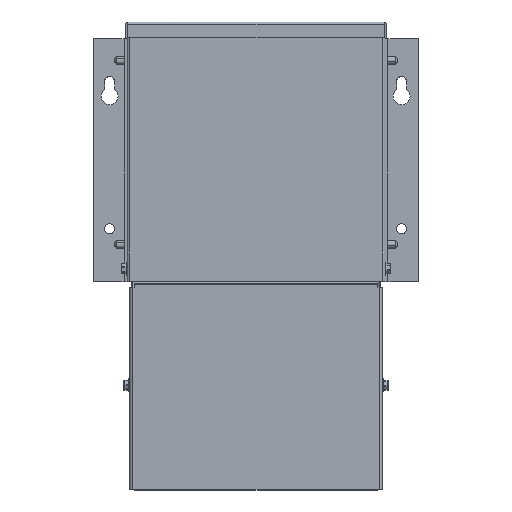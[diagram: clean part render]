
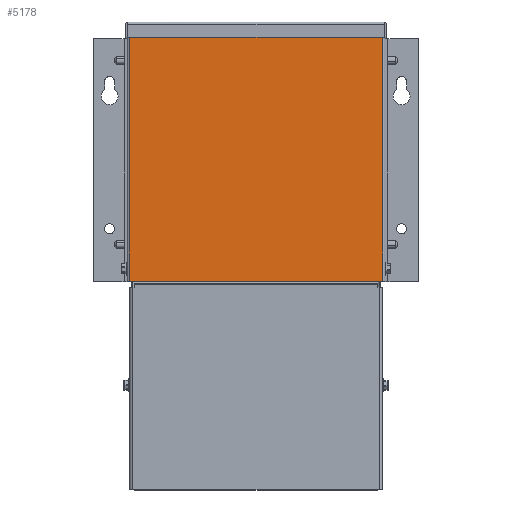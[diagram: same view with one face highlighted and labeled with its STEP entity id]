
A CAD part, top view. The second image highlights one B-rep face of the part: STEP entity #5178.
In plain terms, the highlighted planar face has unit normal (0, 0, 1).
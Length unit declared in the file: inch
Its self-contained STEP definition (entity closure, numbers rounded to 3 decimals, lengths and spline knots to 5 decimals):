
#10 = VERTEX_POINT ( 'NONE', #10090 ) ;
#530 = DIRECTION ( 'NONE',  ( 1., 0., 0. ) ) ;
#1098 = CARTESIAN_POINT ( 'NONE',  ( 5.1602, -5.25, 0. ) ) ;
#1207 = DIRECTION ( 'NONE',  ( -1., 0., 0. ) ) ;
#2067 = DIRECTION ( 'NONE',  ( 1., 0., 0. ) ) ;
#2780 = EDGE_CURVE ( 'NONE', #12058, #3212, #14963, .T. ) ;
#3188 = VERTEX_POINT ( 'NONE', #10995 ) ;
#3212 = VERTEX_POINT ( 'NONE', #7359 ) ;
#3218 = VECTOR ( 'NONE', #6842, 39.37008 ) ;
#3312 = EDGE_CURVE ( 'NONE', #3188, #10, #14065, .T. ) ;
#3773 = FACE_OUTER_BOUND ( 'NONE', #10971, .T. ) ;
#4133 = VECTOR ( 'NONE', #7660, 39.37008 ) ;
#4162 = ORIENTED_EDGE ( 'NONE', *, *, #3312, .T. ) ;
#4174 = ORIENTED_EDGE ( 'NONE', *, *, #2780, .T. ) ;
#5178 = ADVANCED_FACE ( 'NONE', ( #3773 ), #8611, .T. ) ;
#5627 = EDGE_CURVE ( 'NONE', #10, #12058, #10320, .T. ) ;
#6498 = AXIS2_PLACEMENT_3D ( 'NONE', #13260, #7487, #530 ) ;
#6531 = EDGE_CURVE ( 'NONE', #3212, #3188, #12831, .T. ) ;
#6842 = DIRECTION ( 'NONE',  ( 0., 1., 0. ) ) ;
#6977 = CARTESIAN_POINT ( 'NONE',  ( -5.25, 5.25, 0. ) ) ;
#7359 = CARTESIAN_POINT ( 'NONE',  ( 5.1602, -5.25, 0. ) ) ;
#7487 = DIRECTION ( 'NONE',  ( 0., 0., 1. ) ) ;
#7660 = DIRECTION ( 'NONE',  ( 0., -1., 0. ) ) ;
#8611 = PLANE ( 'NONE',  #6498 ) ;
#10090 = CARTESIAN_POINT ( 'NONE',  ( -5.1602, 5.25, 0. ) ) ;
#10320 = LINE ( 'NONE', #13492, #4133 ) ;
#10481 = CARTESIAN_POINT ( 'NONE',  ( -5.1602, -5.25, 0. ) ) ;
#10971 = EDGE_LOOP ( 'NONE', ( #4174, #13195, #4162, #14938 ) ) ;
#10995 = CARTESIAN_POINT ( 'NONE',  ( 5.1602, 5.25, 0. ) ) ;
#11691 = VECTOR ( 'NONE', #1207, 39.37008 ) ;
#12058 = VERTEX_POINT ( 'NONE', #10481 ) ;
#12831 = LINE ( 'NONE', #1098, #3218 ) ;
#13195 = ORIENTED_EDGE ( 'NONE', *, *, #6531, .T. ) ;
#13260 = CARTESIAN_POINT ( 'NONE',  ( 0., 0., 0. ) ) ;
#13492 = CARTESIAN_POINT ( 'NONE',  ( -5.1602, 5.25, 0. ) ) ;
#14065 = LINE ( 'NONE', #6977, #11691 ) ;
#14611 = VECTOR ( 'NONE', #2067, 39.37008 ) ;
#14884 = CARTESIAN_POINT ( 'NONE',  ( -5.25, -5.25, 0. ) ) ;
#14938 = ORIENTED_EDGE ( 'NONE', *, *, #5627, .T. ) ;
#14963 = LINE ( 'NONE', #14884, #14611 ) ;
